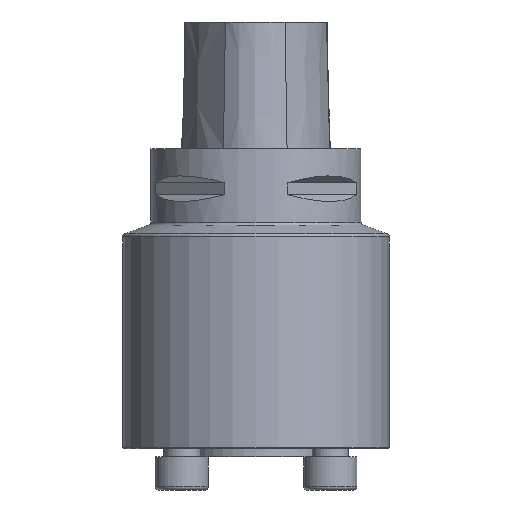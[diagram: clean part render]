
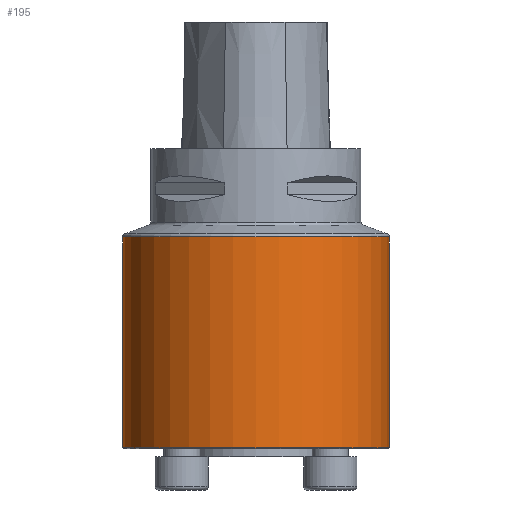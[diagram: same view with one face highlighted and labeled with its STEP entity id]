
A CAD part, front view. The second image highlights one B-rep face of the part: STEP entity #195.
In plain terms, the highlighted cylindrical face has radius 40 mm (diameter 80 mm), a full revolution.
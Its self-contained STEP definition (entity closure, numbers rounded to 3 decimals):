
#195=ADVANCED_FACE('',(#289,#290),#224,.T.);
#224=CYLINDRICAL_SURFACE('',#820,40.0);
#254=CIRCLE('',#818,40.0);
#255=CIRCLE('',#819,40.0);
#289=FACE_BOUND('',#368,.T.);
#290=FACE_BOUND('',#369,.T.);
#368=EDGE_LOOP('',(#530));
#369=EDGE_LOOP('',(#531));
#530=ORIENTED_EDGE('',*,*,#696,.T.);
#531=ORIENTED_EDGE('',*,*,#697,.F.);
#619=VERTEX_POINT('',#1222);
#620=VERTEX_POINT('',#1224);
#696=EDGE_CURVE('',#619,#619,#254,.T.);
#697=EDGE_CURVE('',#620,#620,#255,.T.);
#818=AXIS2_PLACEMENT_3D('',#1221,#998,#999);
#819=AXIS2_PLACEMENT_3D('',#1223,#1000,#1001);
#820=AXIS2_PLACEMENT_3D('',#1225,#1002,#1003);
#998=DIRECTION('',(0.0,0.0,-1.0));
#999=DIRECTION('',(-1.0,0.0,0.0));
#1000=DIRECTION('',(0.0,0.0,-1.0));
#1001=DIRECTION('',(1.0,0.0,0.0));
#1002=DIRECTION('',(0.0,0.0,-1.0));
#1003=DIRECTION('',(1.0,0.0,0.0));
#1221=CARTESIAN_POINT('',(0.0,0.0,-26.494));
#1222=CARTESIAN_POINT('',(-40.0,0.0,-26.494));
#1223=CARTESIAN_POINT('',(0.0,0.0,-89.7));
#1224=CARTESIAN_POINT('',(40.0,0.0,-89.7));
#1225=CARTESIAN_POINT('',(0.0,0.0,16.135));
